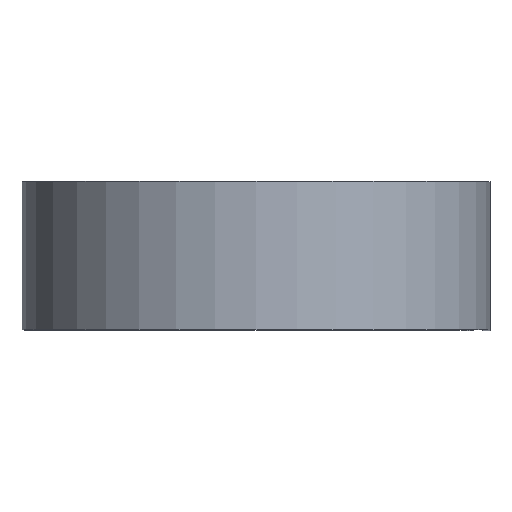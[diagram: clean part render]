
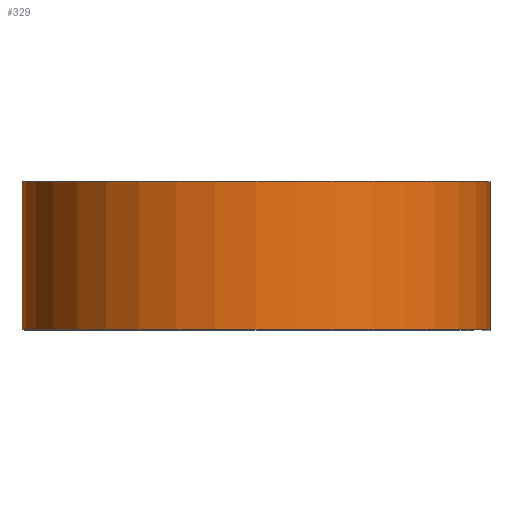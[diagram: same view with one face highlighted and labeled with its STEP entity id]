
A CAD part, top view. The second image highlights one B-rep face of the part: STEP entity #329.
In plain terms, the highlighted cylindrical face has radius 40.107 mm (diameter 80.213 mm), a partial arc.
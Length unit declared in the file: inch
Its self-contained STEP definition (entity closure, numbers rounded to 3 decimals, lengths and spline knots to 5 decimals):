
#14 = EDGE_CURVE ( 'NONE', #627, #15, #577, .T. ) ;
#15 = VERTEX_POINT ( 'NONE', #486 ) ;
#35 = CARTESIAN_POINT ( 'NONE',  ( 0., 0.5, -1.579 ) ) ;
#40 = EDGE_CURVE ( 'NONE', #180, #54, #520, .T. ) ;
#54 = VERTEX_POINT ( 'NONE', #698 ) ;
#91 = CARTESIAN_POINT ( 'NONE',  ( 0., 0.5, -1.579 ) ) ;
#154 = ORIENTED_EDGE ( 'NONE', *, *, #40, .T. ) ;
#180 = VERTEX_POINT ( 'NONE', #91 ) ;
#197 = DIRECTION ( 'NONE',  ( 0., 0., -1. ) ) ;
#250 = ORIENTED_EDGE ( 'NONE', *, *, #614, .F. ) ;
#251 = AXIS2_PLACEMENT_3D ( 'NONE', #397, #400, #402 ) ;
#277 = FACE_OUTER_BOUND ( 'NONE', #548, .T. ) ;
#325 = CYLINDRICAL_SURFACE ( 'NONE', #338, 1.579 ) ;
#329 = ADVANCED_FACE ( 'NONE', ( #277 ), #325, .T. ) ;
#330 = CARTESIAN_POINT ( 'NONE',  ( 0., 0.5, 0. ) ) ;
#338 = AXIS2_PLACEMENT_3D ( 'NONE', #330, #343, #197 ) ;
#343 = DIRECTION ( 'NONE',  ( 0., -1., 0. ) ) ;
#389 = ORIENTED_EDGE ( 'NONE', *, *, #591, .T. ) ;
#397 = CARTESIAN_POINT ( 'NONE',  ( 0., -0.5, 0. ) ) ;
#398 = ORIENTED_EDGE ( 'NONE', *, *, #14, .F. ) ;
#400 = DIRECTION ( 'NONE',  ( 0., 1., 0. ) ) ;
#402 = DIRECTION ( 'NONE',  ( 1., 0., 0. ) ) ;
#445 = DIRECTION ( 'NONE',  ( 0., -1., 0. ) ) ;
#463 = AXIS2_PLACEMENT_3D ( 'NONE', #527, #602, #695 ) ;
#473 = CARTESIAN_POINT ( 'NONE',  ( 1.579, 0.5, 0. ) ) ;
#486 = CARTESIAN_POINT ( 'NONE',  ( 1.579, -0.5, 0. ) ) ;
#519 = VECTOR ( 'NONE', #445, 39.37008 ) ;
#520 = LINE ( 'NONE', #35, #659 ) ;
#527 = CARTESIAN_POINT ( 'NONE',  ( 0., 0.5, 0. ) ) ;
#548 = EDGE_LOOP ( 'NONE', ( #389, #398, #250, #154 ) ) ;
#577 = LINE ( 'NONE', #473, #519 ) ;
#591 = EDGE_CURVE ( 'NONE', #54, #15, #679, .T. ) ;
#602 = DIRECTION ( 'NONE',  ( 0., 1., 0. ) ) ;
#614 = EDGE_CURVE ( 'NONE', #180, #627, #670, .T. ) ;
#627 = VERTEX_POINT ( 'NONE', #702 ) ;
#659 = VECTOR ( 'NONE', #715, 39.37008 ) ;
#670 = CIRCLE ( 'NONE', #463, 1.579 ) ;
#679 = CIRCLE ( 'NONE', #251, 1.579 ) ;
#695 = DIRECTION ( 'NONE',  ( 1., 0., 0. ) ) ;
#698 = CARTESIAN_POINT ( 'NONE',  ( 0., -0.5, -1.579 ) ) ;
#702 = CARTESIAN_POINT ( 'NONE',  ( 1.579, 0.5, 0. ) ) ;
#715 = DIRECTION ( 'NONE',  ( 0., -1., 0. ) ) ;
